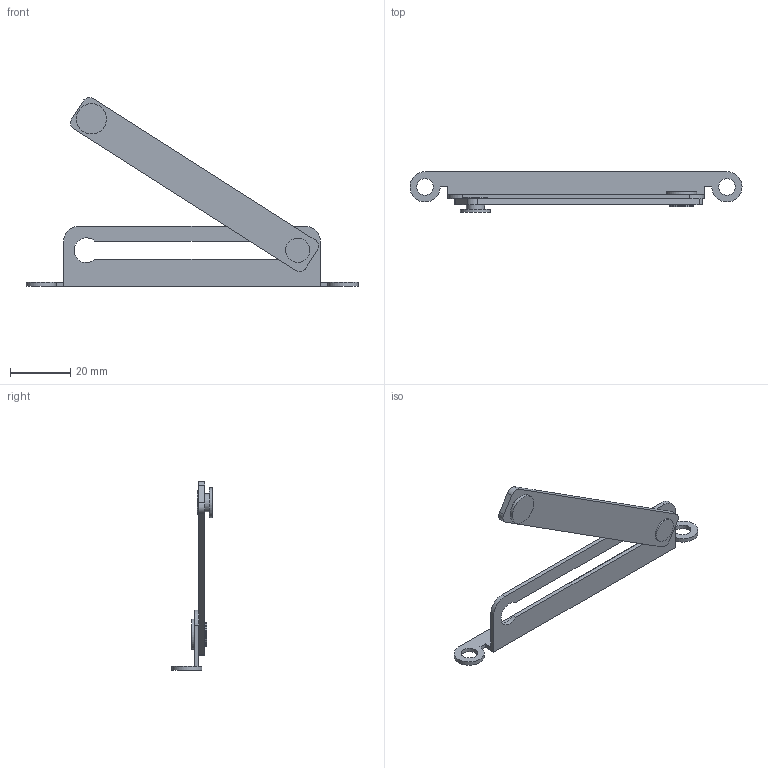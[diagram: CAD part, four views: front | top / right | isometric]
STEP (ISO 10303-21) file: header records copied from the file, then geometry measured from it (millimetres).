
FILE_DESCRIPTION (( 'STEP AP203' ), '1' );
FILE_NAME ('TI-00D-DL TITAN Îãðàíè÷èòåëü îòêðûâàíèÿ äâåðè IEK.STEP', '2024-09-11T08:54:25', ( '' ), ( '' ), 'SwSTEP 2.0', 'SolidWorks 2022', '' );
FILE_SCHEMA (( 'CONFIG_CONTROL_DESIGN' ));
Length unit declared in the file: millimetre
Products named in the file (4): TI-00D-DL TITAN Ограничитель открывания двери IEK; Планка; Крепеж; Уголок
Assembly tree (4 placements, depth 2):
  TI-00D-DL TITAN Ограничитель открывания двери IEK
    Уголок
    Планка
    Крепеж  x2
Bounding box: 110 x 13.5 x 62.59 mm (x, y, z)
Volume: 5276.9 mm3; surface area: 7851.1 mm2
Topology: 4 solids, 4 shells, 46 faces, 102 edges, 68 vertices
Faces by surface type: plane 26, cylinder 20
Full cylindrical faces by diameter (mm): 5.5 x2, 6 x2, 6.3 x2, 8 x2, 10 x2
Entity records: 1572 total; most frequent: DIRECTION 212, CARTESIAN_POINT 194, ORIENTED_EDGE 172, EDGE_CURVE 86, AXIS2_PLACEMENT_3D 80, VERTEX_POINT 62, EDGE_LOOP 58, VECTOR 52
